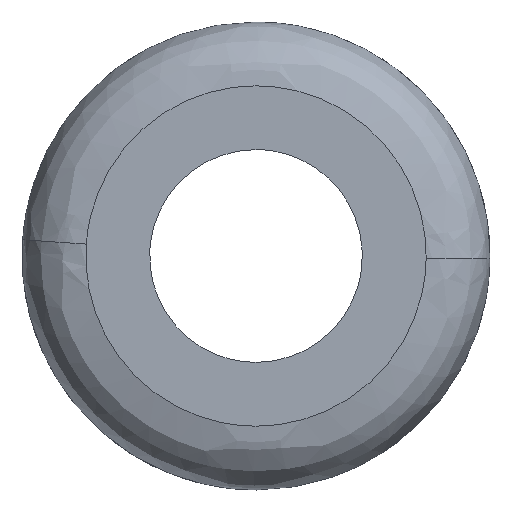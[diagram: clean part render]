
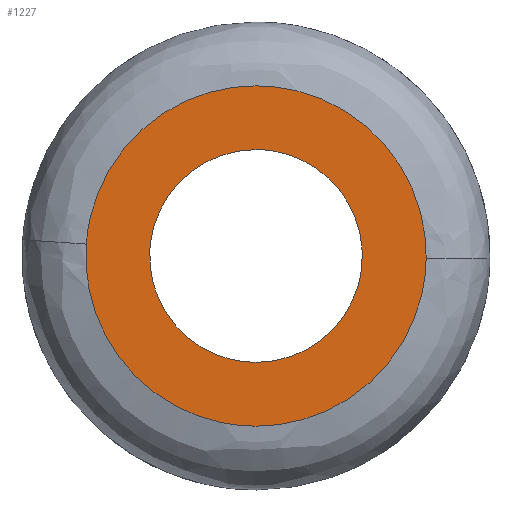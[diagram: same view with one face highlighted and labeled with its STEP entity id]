
A CAD part, front view. The second image highlights one B-rep face of the part: STEP entity #1227.
In plain terms, the highlighted free-form (B-spline) face has degree [1, 1] with [2, 2] control points.
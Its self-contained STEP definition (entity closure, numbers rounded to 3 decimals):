
#697=CARTESIAN_POINT('',(4.965,0.,-0.59));
#698=VERTEX_POINT('',#697);
#704=CARTESIAN_POINT('',(0.0,0.,5.0));
#705=VERTEX_POINT('',#704);
#706=CARTESIAN_POINT('',(4.965,0.,-0.59));
#707=CARTESIAN_POINT('',(5.0,0.,-0.296));
#708=CARTESIAN_POINT('',(5.0,0.,0.));
#709=CARTESIAN_POINT('',(5.,0.,5.));
#710=CARTESIAN_POINT('',(0.0,0.,5.0));
#718=(BOUNDED_CURVE()B_SPLINE_CURVE(2,(#706,#707,#708,#709,#710),.UNSPECIFIED.,.F.,.U.)B_SPLINE_CURVE_WITH_KNOTS((3,2,3),(0.23,0.25,0.5),.UNSPECIFIED.)CURVE()GEOMETRIC_REPRESENTATION_ITEM()RATIONAL_B_SPLINE_CURVE((0.956,0.976,1.0,0.707,1.0))REPRESENTATION_ITEM(''));
#719=EDGE_CURVE('',#698,#705,#718,.T.);
#721=CARTESIAN_POINT('',(-4.991,0.,0.305));
#722=VERTEX_POINT('',#721);
#723=CARTESIAN_POINT('',(0.0,0.,5.0));
#724=CARTESIAN_POINT('',(-4.704,0.,5.));
#725=CARTESIAN_POINT('',(-4.991,0.,0.305));
#733=(BOUNDED_CURVE()B_SPLINE_CURVE(2,(#723,#724,#725),.UNSPECIFIED.,.F.,.U.)B_SPLINE_CURVE_WITH_KNOTS((3,3),(0.5,0.739),.UNSPECIFIED.)CURVE()GEOMETRIC_REPRESENTATION_ITEM()RATIONAL_B_SPLINE_CURVE((1.0,0.72,0.976))REPRESENTATION_ITEM(''));
#734=EDGE_CURVE('',#705,#722,#733,.T.);
#812=CARTESIAN_POINT('',(0.0,0.,-5.0));
#813=VERTEX_POINT('',#812);
#814=CARTESIAN_POINT('',(-4.991,0.,0.305));
#815=CARTESIAN_POINT('',(-5.,0.,0.153));
#816=CARTESIAN_POINT('',(-5.0,0.,0.));
#817=CARTESIAN_POINT('',(-5.,0.,-5.));
#818=CARTESIAN_POINT('',(0.0,0.,-5.0));
#826=(BOUNDED_CURVE()B_SPLINE_CURVE(2,(#814,#815,#816,#817,#818),.UNSPECIFIED.,.F.,.U.)B_SPLINE_CURVE_WITH_KNOTS((3,2,3),(0.739,0.75,1.0),.UNSPECIFIED.)CURVE()GEOMETRIC_REPRESENTATION_ITEM()RATIONAL_B_SPLINE_CURVE((0.976,0.988,1.0,0.707,1.0))REPRESENTATION_ITEM(''));
#827=EDGE_CURVE('',#722,#813,#826,.T.);
#829=CARTESIAN_POINT('',(0.0,0.,-5.0));
#830=CARTESIAN_POINT('',(4.441,0.,-5.0));
#831=CARTESIAN_POINT('',(4.965,0.,-0.59));
#839=(BOUNDED_CURVE()B_SPLINE_CURVE(2,(#829,#830,#831),.UNSPECIFIED.,.F.,.U.)B_SPLINE_CURVE_WITH_KNOTS((3,3),(0.0,0.23),.UNSPECIFIED.)CURVE()GEOMETRIC_REPRESENTATION_ITEM()RATIONAL_B_SPLINE_CURVE((1.0,0.731,0.956))REPRESENTATION_ITEM(''));
#840=EDGE_CURVE('',#813,#698,#839,.T.);
#879=CARTESIAN_POINT('',(7.999,0.,-0.101));
#880=VERTEX_POINT('',#879);
#894=CARTESIAN_POINT('',(0.0,0.,-8.0));
#895=VERTEX_POINT('',#894);
#896=CARTESIAN_POINT('',(0.0,0.,-8.0));
#897=CARTESIAN_POINT('',(7.9,0.,-8.0));
#898=CARTESIAN_POINT('',(7.999,0.,-0.101));
#906=(BOUNDED_CURVE()B_SPLINE_CURVE(2,(#896,#897,#898),.UNSPECIFIED.,.F.,.U.)B_SPLINE_CURVE_WITH_KNOTS((3,3),(0.0,0.248),.UNSPECIFIED.)CURVE()GEOMETRIC_REPRESENTATION_ITEM()RATIONAL_B_SPLINE_CURVE((1.0,0.71,0.995))REPRESENTATION_ITEM(''));
#907=EDGE_CURVE('',#895,#880,#906,.T.);
#909=CARTESIAN_POINT('',(-7.981,0.,0.558));
#910=VERTEX_POINT('',#909);
#911=CARTESIAN_POINT('',(-7.981,0.,0.558));
#912=CARTESIAN_POINT('',(-8.,0.,0.279));
#913=CARTESIAN_POINT('',(-8.0,0.,0.));
#914=CARTESIAN_POINT('',(-8.0,0.,-8.0));
#915=CARTESIAN_POINT('',(0.0,0.,-8.0));
#923=(BOUNDED_CURVE()B_SPLINE_CURVE(2,(#911,#912,#913,#914,#915),.UNSPECIFIED.,.F.,.U.)B_SPLINE_CURVE_WITH_KNOTS((3,2,3),(0.738,0.75,1.0),.UNSPECIFIED.)CURVE()GEOMETRIC_REPRESENTATION_ITEM()RATIONAL_B_SPLINE_CURVE((0.973,0.986,1.0,0.707,1.0))REPRESENTATION_ITEM(''));
#924=EDGE_CURVE('',#910,#895,#923,.T.);
#967=CARTESIAN_POINT('',(0.0,0.,8.0));
#968=VERTEX_POINT('',#967);
#969=CARTESIAN_POINT('',(0.0,0.,8.0));
#970=CARTESIAN_POINT('',(-7.46,0.,8.0));
#971=CARTESIAN_POINT('',(-7.981,0.,0.558));
#979=(BOUNDED_CURVE()B_SPLINE_CURVE(2,(#969,#970,#971),.UNSPECIFIED.,.F.,.U.)B_SPLINE_CURVE_WITH_KNOTS((3,3),(0.5,0.738),.UNSPECIFIED.)CURVE()GEOMETRIC_REPRESENTATION_ITEM()RATIONAL_B_SPLINE_CURVE((1.0,0.721,0.973))REPRESENTATION_ITEM(''));
#980=EDGE_CURVE('',#968,#910,#979,.T.);
#982=CARTESIAN_POINT('',(7.999,0.,-0.101));
#983=CARTESIAN_POINT('',(8.0,0.,-0.05));
#984=CARTESIAN_POINT('',(8.0,0.,0.));
#985=CARTESIAN_POINT('',(8.0,0.,8.0));
#986=CARTESIAN_POINT('',(0.0,0.,8.0));
#994=(BOUNDED_CURVE()B_SPLINE_CURVE(2,(#982,#983,#984,#985,#986),.UNSPECIFIED.,.F.,.U.)B_SPLINE_CURVE_WITH_KNOTS((3,2,3),(0.248,0.25,0.5),.UNSPECIFIED.)CURVE()GEOMETRIC_REPRESENTATION_ITEM()RATIONAL_B_SPLINE_CURVE((0.995,0.997,1.0,0.707,1.0))REPRESENTATION_ITEM(''));
#995=EDGE_CURVE('',#880,#968,#994,.T.);
#1210=CARTESIAN_POINT('',(-8.798,0.,-8.799));
#1211=CARTESIAN_POINT('',(-8.798,0.,8.799));
#1212=CARTESIAN_POINT('',(8.798,0.,-8.799));
#1213=CARTESIAN_POINT('',(8.798,0.,8.799));
#1214=B_SPLINE_SURFACE_WITH_KNOTS('',1,1,((#1210,#1212),(#1211,#1213)),.UNSPECIFIED.,.F.,.F.,.U.,(2,2),(2,2),(0.0,17.598),(0.0,17.597),.UNSPECIFIED.);
#1215=ORIENTED_EDGE('',*,*,#907,.T.);
#1216=ORIENTED_EDGE('',*,*,#995,.T.);
#1217=ORIENTED_EDGE('',*,*,#980,.T.);
#1218=ORIENTED_EDGE('',*,*,#924,.T.);
#1219=EDGE_LOOP('',(#1215,#1216,#1217,#1218));
#1220=FACE_OUTER_BOUND('',#1219,.T.);
#1221=ORIENTED_EDGE('',*,*,#734,.F.);
#1222=ORIENTED_EDGE('',*,*,#719,.F.);
#1223=ORIENTED_EDGE('',*,*,#840,.F.);
#1224=ORIENTED_EDGE('',*,*,#827,.F.);
#1225=EDGE_LOOP('',(#1221,#1222,#1223,#1224));
#1226=FACE_BOUND('',#1225,.T.);
#1227=ADVANCED_FACE('',(#1220,#1226),#1214,.F.);
